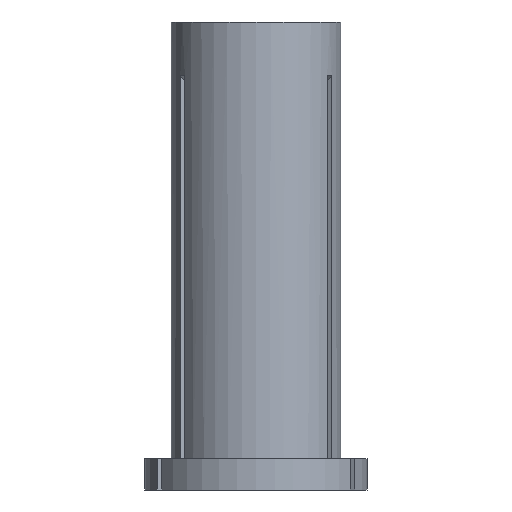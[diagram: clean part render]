
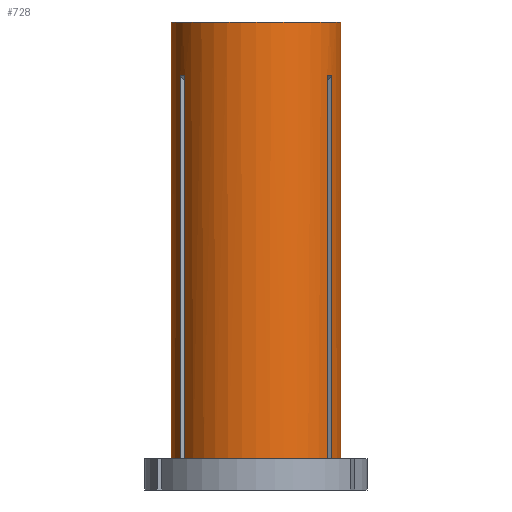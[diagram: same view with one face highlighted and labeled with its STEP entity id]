
A CAD part, front view. The second image highlights one B-rep face of the part: STEP entity #728.
In plain terms, the highlighted cylindrical face has radius 9.525 mm (diameter 19.05 mm), a partial arc.
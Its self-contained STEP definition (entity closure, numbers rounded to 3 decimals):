
#1 = VERTEX_POINT ( 'NONE', #1128 ) ;
#7 = EDGE_CURVE ( 'NONE', #1159, #508, #1183, .T. ) ;
#17 = ORIENTED_EDGE ( 'NONE', *, *, #963, .T. ) ;
#25 = DIRECTION ( 'NONE',  ( 0., 0., 1. ) ) ;
#27 = VERTEX_POINT ( 'NONE', #382 ) ;
#40 = DIRECTION ( 'NONE',  ( 0., 0., 1. ) ) ;
#41 = VECTOR ( 'NONE', #97, 1000. ) ;
#73 = VERTEX_POINT ( 'NONE', #941 ) ;
#79 = CARTESIAN_POINT ( 'NONE',  ( 0., 0., 0. ) ) ;
#84 = CARTESIAN_POINT ( 'NONE',  ( 0., 0., -49. ) ) ;
#97 = DIRECTION ( 'NONE',  ( 0., 0., 1. ) ) ;
#121 = AXIS2_PLACEMENT_3D ( 'NONE', #705, #145, #894 ) ;
#122 = CARTESIAN_POINT ( 'NONE',  ( 9.525, 0., 0. ) ) ;
#145 = DIRECTION ( 'NONE',  ( 0., 0., 1. ) ) ;
#157 = VERTEX_POINT ( 'NONE', #531 ) ;
#160 = VERTEX_POINT ( 'NONE', #477 ) ;
#174 = ORIENTED_EDGE ( 'NONE', *, *, #413, .F. ) ;
#175 = CARTESIAN_POINT ( 'NONE',  ( -7.988, -5.189, 0. ) ) ;
#183 = VECTOR ( 'NONE', #833, 1000. ) ;
#230 = CIRCLE ( 'NONE', #1062, 9.525 ) ;
#239 = CARTESIAN_POINT ( 'NONE',  ( 8.488, -4.323, -6.014 ) ) ;
#248 = VERTEX_POINT ( 'NONE', #1173 ) ;
#265 = DIRECTION ( 'NONE',  ( 0., 0., 1. ) ) ;
#288 = EDGE_CURVE ( 'NONE', #538, #73, #931, .T. ) ;
#295 = LINE ( 'NONE', #175, #41 ) ;
#298 = ORIENTED_EDGE ( 'NONE', *, *, #494, .T. ) ;
#301 = VERTEX_POINT ( 'NONE', #714 ) ;
#310 = ORIENTED_EDGE ( 'NONE', *, *, #658, .T. ) ;
#327 = ORIENTED_EDGE ( 'NONE', *, *, #713, .T. ) ;
#367 = EDGE_CURVE ( 'NONE', #567, #27, #498, .T. ) ;
#382 = CARTESIAN_POINT ( 'NONE',  ( 8.488, -4.323, -6.014 ) ) ;
#400 = CARTESIAN_POINT ( 'NONE',  ( 7.988, -5.189, -49. ) ) ;
#413 = EDGE_CURVE ( 'NONE', #1159, #160, #295, .T. ) ;
#453 = CARTESIAN_POINT ( 'NONE',  ( 8.252, -4.765, -5.995 ) ) ;
#459 = DIRECTION ( 'NONE',  ( 1., 0., 0. ) ) ;
#460 = VECTOR ( 'NONE', #1186, 1000. ) ;
#469 = DIRECTION ( 'NONE',  ( 1., 0., 0. ) ) ;
#477 = CARTESIAN_POINT ( 'NONE',  ( -7.988, -5.189, -6.014 ) ) ;
#494 = EDGE_CURVE ( 'NONE', #73, #157, #564, .T. ) ;
#498 = B_SPLINE_CURVE_WITH_KNOTS ( 'NONE', 3,
 ( #1112, #1102, #453, #1210, #239 ),
 .UNSPECIFIED., .F., .F.,
 ( 4, 1, 4 ),
 ( 0.072, 0.072, 0.073 ),
 .UNSPECIFIED. ) ;
#508 = VERTEX_POINT ( 'NONE', #400 ) ;
#519 = FACE_OUTER_BOUND ( 'NONE', #1222, .T. ) ;
#523 = CARTESIAN_POINT ( 'NONE',  ( -8.488, -4.323, 0. ) ) ;
#525 = DIRECTION ( 'NONE',  ( 0., 0., 1. ) ) ;
#531 = CARTESIAN_POINT ( 'NONE',  ( 9.525, 0., 0. ) ) ;
#538 = VERTEX_POINT ( 'NONE', #570 ) ;
#563 = LINE ( 'NONE', #523, #460 ) ;
#564 = LINE ( 'NONE', #122, #1039 ) ;
#567 = VERTEX_POINT ( 'NONE', #974 ) ;
#570 = CARTESIAN_POINT ( 'NONE',  ( 8.488, -4.323, -49. ) ) ;
#571 = CARTESIAN_POINT ( 'NONE',  ( 0., 0., 0. ) ) ;
#589 = EDGE_CURVE ( 'NONE', #1192, #160, #1149, .T. ) ;
#596 = ORIENTED_EDGE ( 'NONE', *, *, #1100, .F. ) ;
#624 = CARTESIAN_POINT ( 'NONE',  ( -8.412, -4.471, -6.005 ) ) ;
#637 = EDGE_CURVE ( 'NONE', #538, #27, #1236, .T. ) ;
#638 = CARTESIAN_POINT ( 'NONE',  ( -7.988, -5.189, -6.014 ) ) ;
#641 = CARTESIAN_POINT ( 'NONE',  ( -7.988, -5.189, -49. ) ) ;
#646 = VECTOR ( 'NONE', #25, 1000. ) ;
#658 = EDGE_CURVE ( 'NONE', #1, #1192, #563, .T. ) ;
#681 = ORIENTED_EDGE ( 'NONE', *, *, #288, .T. ) ;
#705 = CARTESIAN_POINT ( 'NONE',  ( 0., 0., -49. ) ) ;
#713 = EDGE_CURVE ( 'NONE', #301, #1, #230, .T. ) ;
#714 = CARTESIAN_POINT ( 'NONE',  ( -9.525, 0., -49. ) ) ;
#721 = ORIENTED_EDGE ( 'NONE', *, *, #779, .F. ) ;
#728 = ADVANCED_FACE ( 'NONE', ( #519 ), #865, .T. ) ;
#733 = DIRECTION ( 'NONE',  ( 1., 0., 0. ) ) ;
#757 = CIRCLE ( 'NONE', #1003, 9.525 ) ;
#779 = EDGE_CURVE ( 'NONE', #301, #248, #1036, .T. ) ;
#795 = ORIENTED_EDGE ( 'NONE', *, *, #367, .T. ) ;
#824 = DIRECTION ( 'NONE',  ( 0., 0., 1. ) ) ;
#832 = ORIENTED_EDGE ( 'NONE', *, *, #637, .F. ) ;
#833 = DIRECTION ( 'NONE',  ( 0., 0., 1. ) ) ;
#865 = CYLINDRICAL_SURFACE ( 'NONE', #1119, 9.525 ) ;
#894 = DIRECTION ( 'NONE',  ( 1., 0., 0. ) ) ;
#916 = AXIS2_PLACEMENT_3D ( 'NONE', #84, #920, #1023 ) ;
#919 = DIRECTION ( 'NONE',  ( 0., 0., 1. ) ) ;
#920 = DIRECTION ( 'NONE',  ( 0., 0., 1. ) ) ;
#931 = CIRCLE ( 'NONE', #121, 9.525 ) ;
#932 = CARTESIAN_POINT ( 'NONE',  ( -9.525, 0., 0. ) ) ;
#941 = CARTESIAN_POINT ( 'NONE',  ( 9.525, 0., -49. ) ) ;
#963 = EDGE_CURVE ( 'NONE', #508, #567, #1152, .T. ) ;
#974 = CARTESIAN_POINT ( 'NONE',  ( 7.988, -5.189, -6.014 ) ) ;
#980 = VECTOR ( 'NONE', #40, 1000. ) ;
#985 = ORIENTED_EDGE ( 'NONE', *, *, #589, .T. ) ;
#1003 = AXIS2_PLACEMENT_3D ( 'NONE', #79, #919, #733 ) ;
#1017 = CARTESIAN_POINT ( 'NONE',  ( -8.165, -4.909, -6. ) ) ;
#1023 = DIRECTION ( 'NONE',  ( 1., 0., 0. ) ) ;
#1036 = LINE ( 'NONE', #932, #183 ) ;
#1039 = VECTOR ( 'NONE', #525, 1000. ) ;
#1040 = CARTESIAN_POINT ( 'NONE',  ( 0., 0., -49. ) ) ;
#1062 = AXIS2_PLACEMENT_3D ( 'NONE', #1040, #824, #469 ) ;
#1100 = EDGE_CURVE ( 'NONE', #248, #157, #757, .T. ) ;
#1102 = CARTESIAN_POINT ( 'NONE',  ( 8.078, -5.049, -6.005 ) ) ;
#1112 = CARTESIAN_POINT ( 'NONE',  ( 7.988, -5.189, -6.014 ) ) ;
#1117 = CARTESIAN_POINT ( 'NONE',  ( -8.488, -4.323, -6.014 ) ) ;
#1119 = AXIS2_PLACEMENT_3D ( 'NONE', #571, #265, #459 ) ;
#1128 = CARTESIAN_POINT ( 'NONE',  ( -8.488, -4.323, -49. ) ) ;
#1149 = B_SPLINE_CURVE_WITH_KNOTS ( 'NONE', 3,
 ( #1195, #624, #1209, #1017, #1219, #638 ),
 .UNSPECIFIED., .F., .F.,
 ( 4, 2, 4 ),
 ( 0.066, 0.067, 0.067 ),
 .UNSPECIFIED. ) ;
#1152 = LINE ( 'NONE', #1164, #646 ) ;
#1159 = VERTEX_POINT ( 'NONE', #641 ) ;
#1164 = CARTESIAN_POINT ( 'NONE',  ( 7.988, -5.189, 0. ) ) ;
#1170 = CARTESIAN_POINT ( 'NONE',  ( 8.488, -4.323, 0. ) ) ;
#1173 = CARTESIAN_POINT ( 'NONE',  ( -9.525, 0., 0. ) ) ;
#1177 = ORIENTED_EDGE ( 'NONE', *, *, #7, .T. ) ;
#1183 = CIRCLE ( 'NONE', #916, 9.525 ) ;
#1186 = DIRECTION ( 'NONE',  ( 0., 0., 1. ) ) ;
#1192 = VERTEX_POINT ( 'NONE', #1117 ) ;
#1195 = CARTESIAN_POINT ( 'NONE',  ( -8.488, -4.323, -6.014 ) ) ;
#1209 = CARTESIAN_POINT ( 'NONE',  ( -8.332, -4.619, -6. ) ) ;
#1210 = CARTESIAN_POINT ( 'NONE',  ( 8.412, -4.472, -6.005 ) ) ;
#1219 = CARTESIAN_POINT ( 'NONE',  ( -8.078, -5.05, -6.005 ) ) ;
#1222 = EDGE_LOOP ( 'NONE', ( #721, #327, #310, #985, #174, #1177, #17, #795, #832, #681, #298, #596 ) ) ;
#1236 = LINE ( 'NONE', #1170, #980 ) ;
